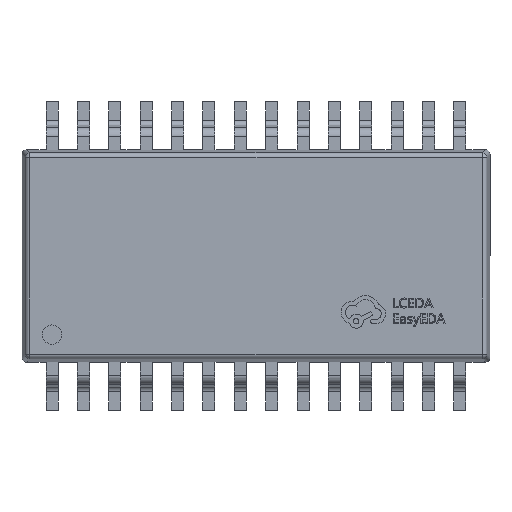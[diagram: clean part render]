
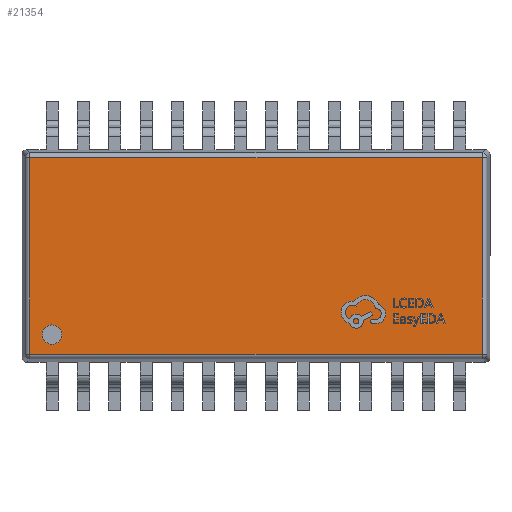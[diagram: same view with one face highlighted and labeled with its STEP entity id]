
A CAD part, top view. The second image highlights one B-rep face of the part: STEP entity #21354.
In plain terms, the highlighted planar face has unit normal (0, 0, 1).
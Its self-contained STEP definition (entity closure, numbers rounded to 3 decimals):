
#858 = CARTESIAN_POINT ( 'NONE',  ( -4.429, -1.632, 0.55 ) ) ;
#925 = CARTESIAN_POINT ( 'NONE',  ( 0., 0., 0.55 ) ) ;
#1840 = ORIENTED_EDGE ( 'NONE', *, *, #11791, .T. ) ;
#2638 = VECTOR ( 'NONE', #29803, 1000. ) ;
#3053 = CARTESIAN_POINT ( 'NONE',  ( -4.229, -1.632, 0.55 ) ) ;
#4336 = CIRCLE ( 'NONE', #32701, 0.2 ) ;
#5030 = VERTEX_POINT ( 'NONE', #10278 ) ;
#5681 = VECTOR ( 'NONE', #19704, 1000. ) ;
#6128 = ORIENTED_EDGE ( 'NONE', *, *, #14305, .T. ) ;
#7994 = AXIS2_PLACEMENT_3D ( 'NONE', #925, #16922, #27567 ) ;
#8135 = VECTOR ( 'NONE', #18481, 1000. ) ;
#8183 = CARTESIAN_POINT ( 'NONE',  ( 4.686, 2.123, 0.55 ) ) ;
#8387 = DIRECTION ( 'NONE',  ( 1., 0., 0. ) ) ;
#9276 = FACE_OUTER_BOUND ( 'NONE', #23485, .T. ) ;
#9469 = EDGE_CURVE ( 'NONE', #13165, #17169, #16937, .T. ) ;
#9585 = VERTEX_POINT ( 'NONE', #19031 ) ;
#10278 = CARTESIAN_POINT ( 'NONE',  ( -4.686, -2.036, 0.55 ) ) ;
#10670 = EDGE_LOOP ( 'NONE', ( #31423, #32735 ) ) ;
#11791 = EDGE_CURVE ( 'NONE', #9585, #5030, #13245, .T. ) ;
#12786 = CARTESIAN_POINT ( 'NONE',  ( 4.686, 2.036, 0.55 ) ) ;
#13165 = VERTEX_POINT ( 'NONE', #30088 ) ;
#13245 = LINE ( 'NONE', #13420, #2638 ) ;
#13420 = CARTESIAN_POINT ( 'NONE',  ( -4.686, -2.123, 0.55 ) ) ;
#13476 = DIRECTION ( 'NONE',  ( 0., 0., 1. ) ) ;
#13617 = CARTESIAN_POINT ( 'NONE',  ( -4.229, -1.632, 0.55 ) ) ;
#14305 = EDGE_CURVE ( 'NONE', #5030, #14614, #17499, .T. ) ;
#14614 = VERTEX_POINT ( 'NONE', #17972 ) ;
#16204 = DIRECTION ( 'NONE',  ( 0., 0., 1. ) ) ;
#16922 = DIRECTION ( 'NONE',  ( 0., 0., 1. ) ) ;
#16937 = CIRCLE ( 'NONE', #27523, 0.2 ) ;
#17169 = VERTEX_POINT ( 'NONE', #858 ) ;
#17337 = DIRECTION ( 'NONE',  ( 1., 0., 0. ) ) ;
#17436 = PLANE ( 'NONE',  #7994 ) ;
#17499 = LINE ( 'NONE', #19794, #22281 ) ;
#17972 = CARTESIAN_POINT ( 'NONE',  ( 4.686, -2.036, 0.55 ) ) ;
#18481 = DIRECTION ( 'NONE',  ( 0., 1., 0. ) ) ;
#19031 = CARTESIAN_POINT ( 'NONE',  ( -4.686, 2.036, 0.55 ) ) ;
#19242 = ORIENTED_EDGE ( 'NONE', *, *, #33907, .T. ) ;
#19704 = DIRECTION ( 'NONE',  ( -1., 0., 0. ) ) ;
#19794 = CARTESIAN_POINT ( 'NONE',  ( 4.773, -2.036, 0.55 ) ) ;
#21354 = ADVANCED_FACE ( 'NONE', ( #9276, #30368 ), #17436, .T. ) ;
#22281 = VECTOR ( 'NONE', #17337, 1000. ) ;
#23197 = EDGE_CURVE ( 'NONE', #17169, #13165, #4336, .T. ) ;
#23485 = EDGE_LOOP ( 'NONE', ( #6128, #19242, #24221, #1840 ) ) ;
#23656 = VERTEX_POINT ( 'NONE', #12786 ) ;
#24221 = ORIENTED_EDGE ( 'NONE', *, *, #30533, .T. ) ;
#26347 = DIRECTION ( 'NONE',  ( 1., 0., 0. ) ) ;
#27523 = AXIS2_PLACEMENT_3D ( 'NONE', #3053, #13476, #26347 ) ;
#27567 = DIRECTION ( 'NONE',  ( 1., 0., 0. ) ) ;
#29803 = DIRECTION ( 'NONE',  ( 0., -1., 0. ) ) ;
#30088 = CARTESIAN_POINT ( 'NONE',  ( -4.029, -1.632, 0.55 ) ) ;
#30368 = FACE_BOUND ( 'NONE', #10670, .T. ) ;
#30506 = LINE ( 'NONE', #33620, #5681 ) ;
#30533 = EDGE_CURVE ( 'NONE', #23656, #9585, #30506, .T. ) ;
#31423 = ORIENTED_EDGE ( 'NONE', *, *, #9469, .F. ) ;
#32058 = LINE ( 'NONE', #8183, #8135 ) ;
#32701 = AXIS2_PLACEMENT_3D ( 'NONE', #13617, #16204, #8387 ) ;
#32735 = ORIENTED_EDGE ( 'NONE', *, *, #23197, .F. ) ;
#33620 = CARTESIAN_POINT ( 'NONE',  ( -4.773, 2.036, 0.55 ) ) ;
#33907 = EDGE_CURVE ( 'NONE', #14614, #23656, #32058, .T. ) ;
